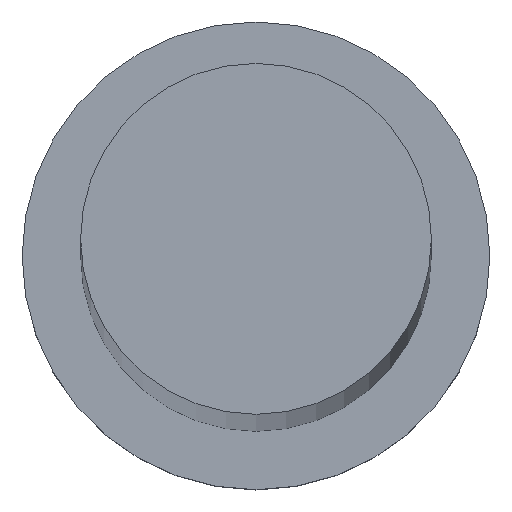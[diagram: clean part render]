
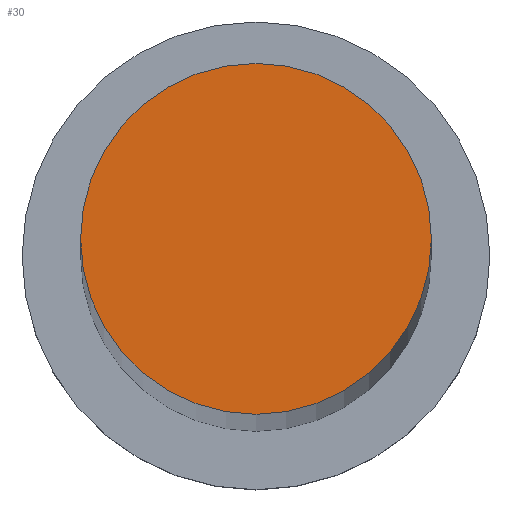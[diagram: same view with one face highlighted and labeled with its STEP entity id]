
A CAD part, top view. The second image highlights one B-rep face of the part: STEP entity #30.
In plain terms, the highlighted planar face has unit normal (0, 0, 1).
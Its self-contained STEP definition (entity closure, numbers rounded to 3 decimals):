
#17 = CARTESIAN_POINT ( 'NONE',  ( 0., 0., 507. ) ) ;
#19 = AXIS2_PLACEMENT_3D ( 'NONE', #17, #81, #74 ) ;
#24 = PLANE ( 'NONE',  #253 ) ;
#27 = DIRECTION ( 'NONE',  ( 0., 0., 1. ) ) ;
#30 = ADVANCED_FACE ( 'NONE', ( #201 ), #24, .T. ) ;
#49 = VERTEX_POINT ( 'NONE', #196 ) ;
#59 = DIRECTION ( 'NONE',  ( 0., 0., 1. ) ) ;
#62 = CIRCLE ( 'NONE', #19, 9. ) ;
#68 = CARTESIAN_POINT ( 'NONE',  ( 0., 0., 507. ) ) ;
#74 = DIRECTION ( 'NONE',  ( 1., 0., 0. ) ) ;
#81 = DIRECTION ( 'NONE',  ( 0., 0., 1. ) ) ;
#87 = ORIENTED_EDGE ( 'NONE', *, *, #93, .T. ) ;
#93 = EDGE_CURVE ( 'NONE', #49, #216, #62, .T. ) ;
#102 = AXIS2_PLACEMENT_3D ( 'NONE', #207, #59, #113 ) ;
#109 = DIRECTION ( 'NONE',  ( 1., 0., 0. ) ) ;
#113 = DIRECTION ( 'NONE',  ( 1., 0., 0. ) ) ;
#130 = EDGE_LOOP ( 'NONE', ( #87, #175 ) ) ;
#135 = CARTESIAN_POINT ( 'NONE',  ( 9., 0., 507. ) ) ;
#175 = ORIENTED_EDGE ( 'NONE', *, *, #200, .T. ) ;
#196 = CARTESIAN_POINT ( 'NONE',  ( -9., 0., 507. ) ) ;
#200 = EDGE_CURVE ( 'NONE', #216, #49, #224, .T. ) ;
#201 = FACE_OUTER_BOUND ( 'NONE', #130, .T. ) ;
#207 = CARTESIAN_POINT ( 'NONE',  ( 0., 0., 507. ) ) ;
#216 = VERTEX_POINT ( 'NONE', #135 ) ;
#224 = CIRCLE ( 'NONE', #102, 9. ) ;
#253 = AXIS2_PLACEMENT_3D ( 'NONE', #68, #27, #109 ) ;
